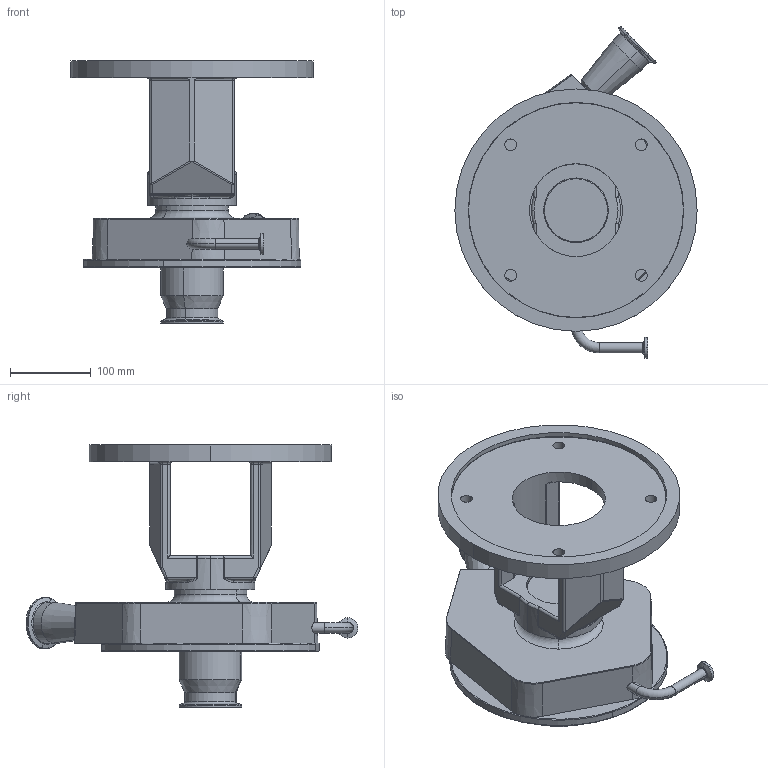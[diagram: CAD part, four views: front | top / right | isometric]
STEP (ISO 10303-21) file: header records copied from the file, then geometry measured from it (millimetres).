
FILE_DESCRIPTION (( 'STEP AP214' ), '1' );
FILE_NAME ('FPR 1741-1742 280TC 45L 1-2 IN ELBOW LEFT DRAIN.STEP', '2023-01-12T19:48:26', ( '' ), ( '' ), 'SwSTEP 2.0', 'SolidWorks 2021', '' );
FILE_SCHEMA (( 'AUTOMOTIVE_DESIGN' ));
Length unit declared in the file: millimetre
Products named in the file (1): FPR 1741-1742 280TC 45L 1-2 IN ELBOW LEFT DRAIN
Bounding box: 300 x 411.02 x 324.5 mm (x, y, z)
Volume: 3762001.7 mm3; surface area: 610044.3 mm2
Topology: 1 solids, 6 shells, 419 faces, 934 edges, 533 vertices
Faces by surface type: cylinder 146, torus 101, plane 70, cone 70, bspline 21, sphere 11
Entity records: 13349 total; most frequent: CARTESIAN_POINT 4015, DIRECTION 2135, ORIENTED_EDGE 1840, EDGE_CURVE 920, AXIS2_PLACEMENT_3D 918, VERTEX_POINT 533, CIRCLE 519, EDGE_LOOP 455
